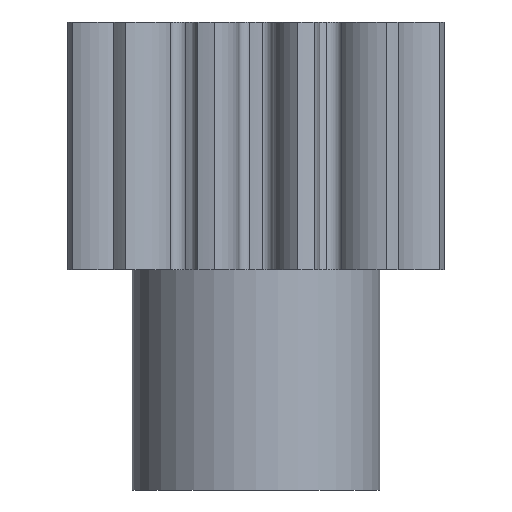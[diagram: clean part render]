
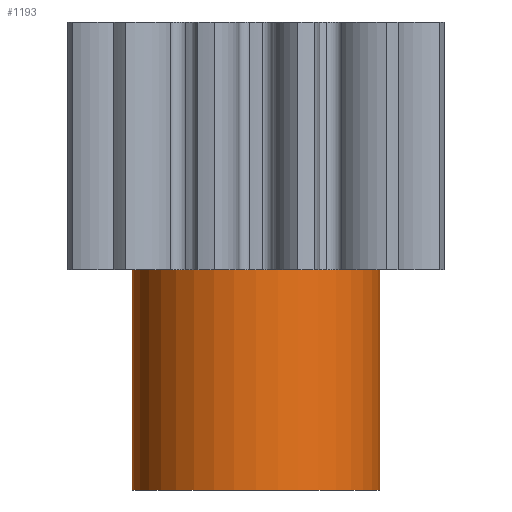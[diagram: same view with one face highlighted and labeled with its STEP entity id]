
A CAD part, front view. The second image highlights one B-rep face of the part: STEP entity #1193.
In plain terms, the highlighted cylindrical face has radius 4.5 mm (diameter 9 mm), a partial arc.
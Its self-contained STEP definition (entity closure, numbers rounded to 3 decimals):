
#17 = EDGE_CURVE ( 'NONE', #98, #106, #1124, .T. ) ;
#37 = EDGE_CURVE ( 'NONE', #99, #105, #1164, .T. ) ;
#98 = VERTEX_POINT ( 'NONE', #1463 ) ;
#99 = VERTEX_POINT ( 'NONE', #1452 ) ;
#105 = VERTEX_POINT ( 'NONE', #1444 ) ;
#106 = VERTEX_POINT ( 'NONE', #1414 ) ;
#627 = EDGE_CURVE ( 'NONE', #105, #106, #2334, .T. ) ;
#1073 = VECTOR ( 'NONE', #1076, 1000. ) ;
#1076 = DIRECTION ( 'NONE',  ( 0., 0., 1. ) ) ;
#1077 = CARTESIAN_POINT ( 'NONE',  ( 4.5, 0., -8. ) ) ;
#1124 = LINE ( 'NONE', #1077, #1073 ) ;
#1154 = DIRECTION ( 'NONE',  ( 0., 0., 1. ) ) ;
#1155 = VECTOR ( 'NONE', #1154, 1000. ) ;
#1156 = CARTESIAN_POINT ( 'NONE',  ( -4.5, 0., -8. ) ) ;
#1164 = LINE ( 'NONE', #1156, #1155 ) ;
#1189 = EDGE_LOOP ( 'NONE', ( #1285, #1281, #1194, #1197 ) ) ;
#1193 = ADVANCED_FACE ( 'NONE', ( #2956 ), #2959, .T. ) ;
#1194 = ORIENTED_EDGE ( 'NONE', *, *, #17, .T. ) ;
#1197 = ORIENTED_EDGE ( 'NONE', *, *, #627, .F. ) ;
#1279 = EDGE_CURVE ( 'NONE', #99, #98, #3073, .T. ) ;
#1281 = ORIENTED_EDGE ( 'NONE', *, *, #1279, .T. ) ;
#1285 = ORIENTED_EDGE ( 'NONE', *, *, #37, .F. ) ;
#1414 = CARTESIAN_POINT ( 'NONE',  ( 4.5, 0., 0. ) ) ;
#1444 = CARTESIAN_POINT ( 'NONE',  ( -4.5, 0., 0. ) ) ;
#1452 = CARTESIAN_POINT ( 'NONE',  ( -4.5, 0., -8. ) ) ;
#1463 = CARTESIAN_POINT ( 'NONE',  ( 4.5, 0., -8. ) ) ;
#2323 = DIRECTION ( 'NONE',  ( 1., 0., 0. ) ) ;
#2324 = DIRECTION ( 'NONE',  ( 0., 0., 1. ) ) ;
#2334 = CIRCLE ( 'NONE', #2341, 4.5 ) ;
#2340 = CARTESIAN_POINT ( 'NONE',  ( 0., 0., 0. ) ) ;
#2341 = AXIS2_PLACEMENT_3D ( 'NONE', #2340, #2324, #2323 ) ;
#2943 = AXIS2_PLACEMENT_3D ( 'NONE', #2988, #2987, #2986 ) ;
#2956 = FACE_OUTER_BOUND ( 'NONE', #1189, .T. ) ;
#2959 = CYLINDRICAL_SURFACE ( 'NONE', #2943, 4.5 ) ;
#2986 = DIRECTION ( 'NONE',  ( 1., 0., 0. ) ) ;
#2987 = DIRECTION ( 'NONE',  ( 0., 0., 1. ) ) ;
#2988 = CARTESIAN_POINT ( 'NONE',  ( 0., 0., -8. ) ) ;
#3027 = CARTESIAN_POINT ( 'NONE',  ( 0., 0., -8. ) ) ;
#3070 = DIRECTION ( 'NONE',  ( 1., 0., 0. ) ) ;
#3071 = DIRECTION ( 'NONE',  ( 0., 0., 1. ) ) ;
#3072 = AXIS2_PLACEMENT_3D ( 'NONE', #3027, #3071, #3070 ) ;
#3073 = CIRCLE ( 'NONE', #3072, 4.5 ) ;
